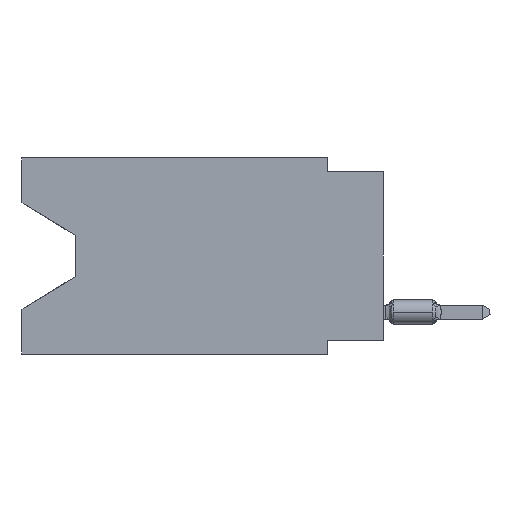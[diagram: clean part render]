
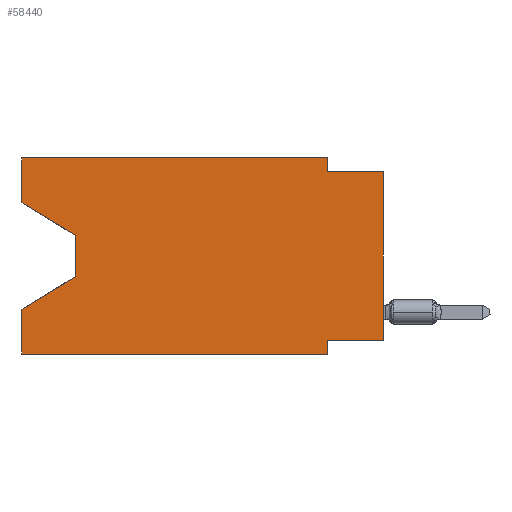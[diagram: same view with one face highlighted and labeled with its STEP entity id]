
A CAD part, left-side view. The second image highlights one B-rep face of the part: STEP entity #58440.
In plain terms, the highlighted planar face has unit normal (-1, 0, 0).
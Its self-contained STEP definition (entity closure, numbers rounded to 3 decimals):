
#114 = DIRECTION ( 'NONE',  ( 0., 1., 0. ) ) ;
#2001 = EDGE_CURVE ( 'NONE', #104849, #43894, #53623, .T. ) ;
#3093 = VERTEX_POINT ( 'NONE', #12079 ) ;
#4323 = ORIENTED_EDGE ( 'NONE', *, *, #90664, .F. ) ;
#4687 = DIRECTION ( 'NONE',  ( 0., 0., -1. ) ) ;
#6049 = EDGE_CURVE ( 'NONE', #89016, #104849, #98906, .T. ) ;
#8542 = CARTESIAN_POINT ( 'NONE',  ( 0., 13.97, -5.385 ) ) ;
#9512 = LINE ( 'NONE', #108331, #84070 ) ;
#9887 = ORIENTED_EDGE ( 'NONE', *, *, #12772, .T. ) ;
#10161 = LINE ( 'NONE', #47769, #14315 ) ;
#10659 = DIRECTION ( 'NONE',  ( 0., -1., 0. ) ) ;
#11643 = EDGE_CURVE ( 'NONE', #107519, #62693, #34409, .T. ) ;
#12079 = CARTESIAN_POINT ( 'NONE',  ( 0., 2.54, -0.635 ) ) ;
#12292 = CARTESIAN_POINT ( 'NONE',  ( 0., 0., 0. ) ) ;
#12368 = LINE ( 'NONE', #104070, #48596 ) ;
#12772 = EDGE_CURVE ( 'NONE', #89016, #35503, #86362, .T. ) ;
#13993 = CARTESIAN_POINT ( 'NONE',  ( 0., 2.54, -8.89 ) ) ;
#14315 = VECTOR ( 'NONE', #107843, 1000. ) ;
#14436 = CARTESIAN_POINT ( 'NONE',  ( 0., 0., -8.255 ) ) ;
#14655 = CARTESIAN_POINT ( 'NONE',  ( 0., 2.54, 0. ) ) ;
#15950 = CARTESIAN_POINT ( 'NONE',  ( 0., 16.383, -2.038 ) ) ;
#18156 = VECTOR ( 'NONE', #114, 1000. ) ;
#19046 = VECTOR ( 'NONE', #43048, 1000. ) ;
#21687 = DIRECTION ( 'NONE',  ( 0., 0., 1. ) ) ;
#23057 = EDGE_CURVE ( 'NONE', #61803, #54363, #12368, .T. ) ;
#23788 = EDGE_CURVE ( 'NONE', #35093, #62693, #108619, .T. ) ;
#24284 = VECTOR ( 'NONE', #41952, 1000. ) ;
#29810 = DIRECTION ( 'NONE',  ( 0., -1., 0. ) ) ;
#30967 = EDGE_CURVE ( 'NONE', #61803, #66732, #9512, .T. ) ;
#32212 = EDGE_CURVE ( 'NONE', #3093, #35503, #101815, .T. ) ;
#33010 = EDGE_CURVE ( 'NONE', #54363, #107519, #10161, .T. ) ;
#33539 = CARTESIAN_POINT ( 'NONE',  ( 0., 2.54, -8.255 ) ) ;
#33585 = VECTOR ( 'NONE', #10659, 1000. ) ;
#34409 = LINE ( 'NONE', #8542, #112775 ) ;
#35093 = VERTEX_POINT ( 'NONE', #42894 ) ;
#35503 = VERTEX_POINT ( 'NONE', #100203 ) ;
#38008 = ORIENTED_EDGE ( 'NONE', *, *, #33010, .T. ) ;
#41386 = CARTESIAN_POINT ( 'NONE',  ( 0., 16.383, 0. ) ) ;
#41952 = DIRECTION ( 'NONE',  ( 0., -1., 0. ) ) ;
#42835 = VERTEX_POINT ( 'NONE', #45002 ) ;
#42894 = CARTESIAN_POINT ( 'NONE',  ( 0., 16.383, -8.89 ) ) ;
#43048 = DIRECTION ( 'NONE',  ( 0., 0., -1. ) ) ;
#43894 = VERTEX_POINT ( 'NONE', #13993 ) ;
#45002 = CARTESIAN_POINT ( 'NONE',  ( 0., 2.54, 0. ) ) ;
#45393 = DIRECTION ( 'NONE',  ( 0., 0., 1. ) ) ;
#46675 = CARTESIAN_POINT ( 'NONE',  ( 0., 16.383, -6.852 ) ) ;
#47769 = CARTESIAN_POINT ( 'NONE',  ( 0., 13.97, -3.505 ) ) ;
#48160 = ORIENTED_EDGE ( 'NONE', *, *, #83320, .F. ) ;
#48596 = VECTOR ( 'NONE', #111187, 1000. ) ;
#48642 = ORIENTED_EDGE ( 'NONE', *, *, #32212, .F. ) ;
#51157 = ORIENTED_EDGE ( 'NONE', *, *, #2001, .F. ) ;
#51708 = LINE ( 'NONE', #14655, #109815 ) ;
#53191 = CARTESIAN_POINT ( 'NONE',  ( 0., 13.97, -3.505 ) ) ;
#53214 = ORIENTED_EDGE ( 'NONE', *, *, #11643, .T. ) ;
#53623 = LINE ( 'NONE', #61277, #19046 ) ;
#54333 = FACE_OUTER_BOUND ( 'NONE', #71276, .T. ) ;
#54363 = VERTEX_POINT ( 'NONE', #53191 ) ;
#54510 = CARTESIAN_POINT ( 'NONE',  ( 0., 16.383, 0. ) ) ;
#58010 = VECTOR ( 'NONE', #29810, 1000. ) ;
#58440 = ADVANCED_FACE ( 'NONE', ( #54333 ), #97291, .F. ) ;
#61277 = CARTESIAN_POINT ( 'NONE',  ( 0., 2.54, -8.89 ) ) ;
#61803 = VERTEX_POINT ( 'NONE', #15950 ) ;
#61991 = DIRECTION ( 'NONE',  ( 0., 0., -1. ) ) ;
#62693 = VERTEX_POINT ( 'NONE', #46675 ) ;
#62859 = CARTESIAN_POINT ( 'NONE',  ( 0., 16.383, 0. ) ) ;
#63656 = CARTESIAN_POINT ( 'NONE',  ( 0., 13.97, -5.385 ) ) ;
#66455 = ORIENTED_EDGE ( 'NONE', *, *, #30967, .F. ) ;
#66732 = VERTEX_POINT ( 'NONE', #62859 ) ;
#70828 = CARTESIAN_POINT ( 'NONE',  ( 0., 16.383, 0. ) ) ;
#71276 = EDGE_LOOP ( 'NONE', ( #95665, #38008, #53214, #86100, #106017, #51157, #82520, #9887, #48642, #48160, #4323, #66455 ) ) ;
#80987 = DIRECTION ( 'NONE',  ( 0., 0., 1. ) ) ;
#81274 = CARTESIAN_POINT ( 'NONE',  ( 0., 0., -0.635 ) ) ;
#81615 = CARTESIAN_POINT ( 'NONE',  ( 0., 16.383, -8.89 ) ) ;
#82520 = ORIENTED_EDGE ( 'NONE', *, *, #6049, .F. ) ;
#83320 = EDGE_CURVE ( 'NONE', #42835, #3093, #51708, .T. ) ;
#83928 = LINE ( 'NONE', #81615, #58010 ) ;
#84070 = VECTOR ( 'NONE', #45393, 1000. ) ;
#85063 = AXIS2_PLACEMENT_3D ( 'NONE', #70828, #108440, #61991 ) ;
#86100 = ORIENTED_EDGE ( 'NONE', *, *, #23788, .F. ) ;
#86362 = LINE ( 'NONE', #12292, #102577 ) ;
#89016 = VERTEX_POINT ( 'NONE', #14436 ) ;
#90664 = EDGE_CURVE ( 'NONE', #66732, #42835, #112572, .T. ) ;
#95665 = ORIENTED_EDGE ( 'NONE', *, *, #23057, .T. ) ;
#97291 = PLANE ( 'NONE',  #85063 ) ;
#98312 = CARTESIAN_POINT ( 'NONE',  ( 0., 0., -8.255 ) ) ;
#98906 = LINE ( 'NONE', #98312, #18156 ) ;
#100203 = CARTESIAN_POINT ( 'NONE',  ( 0., 0., -0.635 ) ) ;
#101815 = LINE ( 'NONE', #81274, #33585 ) ;
#102577 = VECTOR ( 'NONE', #21687, 1000. ) ;
#103260 = VECTOR ( 'NONE', #80987, 1000. ) ;
#104070 = CARTESIAN_POINT ( 'NONE',  ( 0., 16.383, -2.038 ) ) ;
#104849 = VERTEX_POINT ( 'NONE', #33539 ) ;
#106017 = ORIENTED_EDGE ( 'NONE', *, *, #114201, .T. ) ;
#106195 = DIRECTION ( 'NONE',  ( 0., 0.855, -0.519 ) ) ;
#107519 = VERTEX_POINT ( 'NONE', #63656 ) ;
#107843 = DIRECTION ( 'NONE',  ( 0., 0., -1. ) ) ;
#108331 = CARTESIAN_POINT ( 'NONE',  ( 0., 16.383, 0. ) ) ;
#108440 = DIRECTION ( 'NONE',  ( 1., 0., 0. ) ) ;
#108619 = LINE ( 'NONE', #54510, #103260 ) ;
#109815 = VECTOR ( 'NONE', #4687, 1000. ) ;
#111187 = DIRECTION ( 'NONE',  ( 0., -0.855, -0.519 ) ) ;
#112572 = LINE ( 'NONE', #41386, #24284 ) ;
#112775 = VECTOR ( 'NONE', #106195, 1000. ) ;
#114201 = EDGE_CURVE ( 'NONE', #35093, #43894, #83928, .T. ) ;
